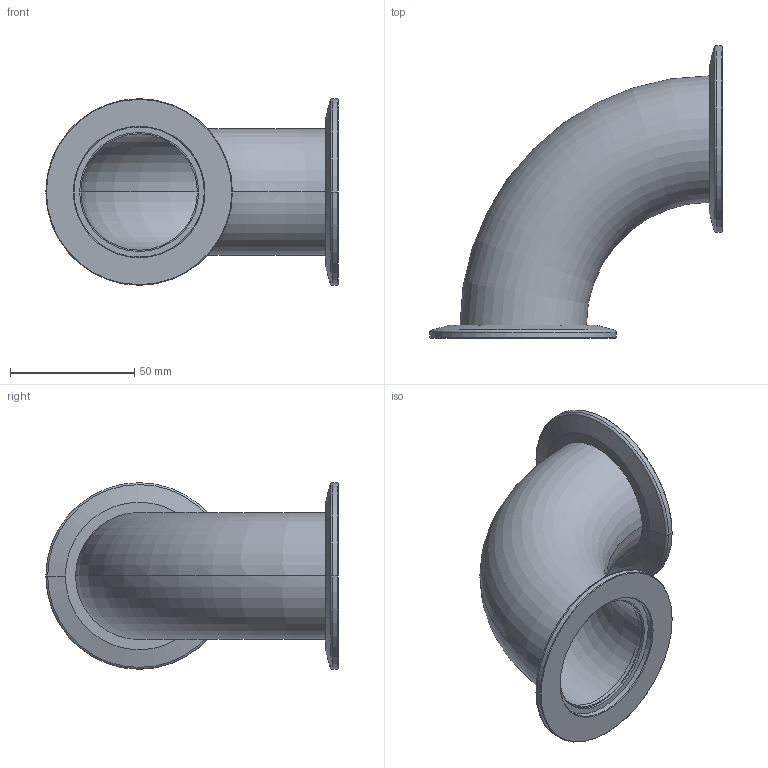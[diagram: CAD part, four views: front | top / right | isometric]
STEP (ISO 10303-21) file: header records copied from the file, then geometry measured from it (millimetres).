
FILE_DESCRIPTION (( 'STEP AP214' ), '1' );
FILE_NAME ('Hositrad_KE50-50.STEP', '2019-03-06T10:51:41', ( '' ), ( '' ), 'SwSTEP 2.0', 'SolidWorks 2019', '' );
FILE_SCHEMA (( 'AUTOMOTIVE_DESIGN' ));
Length unit declared in the file: millimetre
Products named in the file (3): KF50WS_KF50-50; Hositrad_KE50-50; KF-90-Elbows_KE50-50
Assembly tree (3 placements, depth 2):
  Hositrad_KE50-50
    KF-90-Elbows_KE50-50
    KF50WS_KF50-50  x2
Bounding box: 117.5 x 117.5 x 75 mm (x, y, z)
Volume: 57534.6 mm3; surface area: 51094.6 mm2
Topology: 3 solids, 3 shells, 54 faces, 116 edges, 72 vertices
Faces by surface type: cylinder 24, cone 12, plane 10, torus 8
Entity records: 1096 total; most frequent: DIRECTION 210, CARTESIAN_POINT 164, ORIENTED_EDGE 152, AXIS2_PLACEMENT_3D 94, EDGE_CURVE 76, CIRCLE 54, VERTEX_POINT 48, EDGE_LOOP 40
